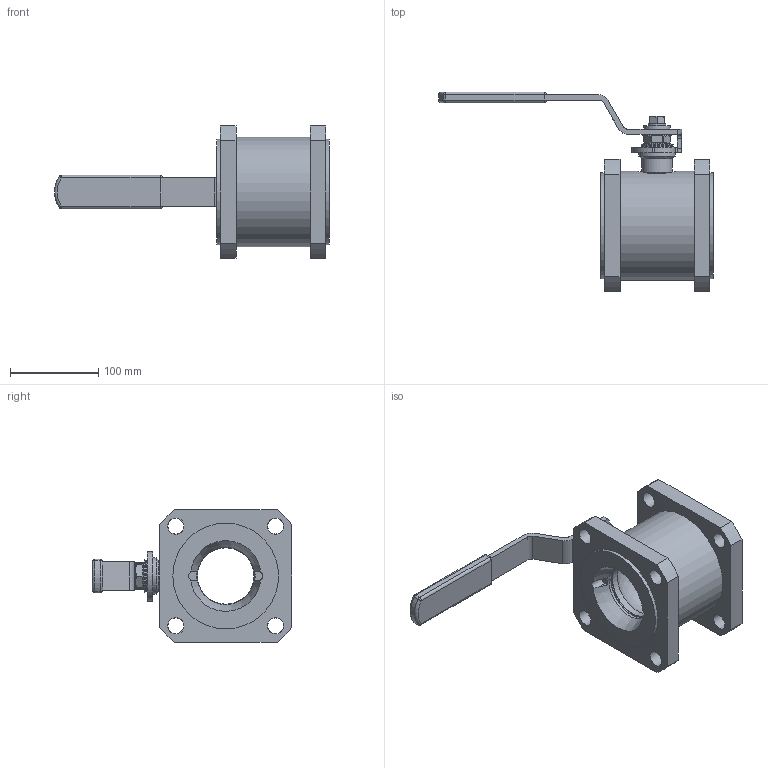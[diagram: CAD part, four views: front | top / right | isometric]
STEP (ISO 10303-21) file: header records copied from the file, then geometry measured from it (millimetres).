
FILE_DESCRIPTION(('STEP AP203'), '1');
FILE_NAME('扰鳧 _ 埡39.010.080.300', '', ('UNSPECIFIED'), ('UNSPECIFIED'), 'ASCON STEP Converter 1.3', 'ASCON Math Kernel', '');
FILE_SCHEMA(('CONFIG_CONTROL_DESIGN'));
Length unit declared in the file: millimetre
Products named in the file (1): 埡39.010.080.300
Bounding box: 311.88 x 226.52 x 150 mm (x, y, z)
Volume: 1272810.1 mm3; surface area: 248939.6 mm2
Topology: 3 solids, 3 shells, 243 faces, 576 edges, 351 vertices
Faces by surface type: plane 112, cylinder 83, cone 30, sphere 10, torus 8
Full cylindrical faces by diameter (mm): 18 x5, 18.388 x4, 19 x1, 20 x1, 26.5 x1, 27 x2, 30 x1, 32 x1, 35 x1, 39 x1, 41 x1, 64 x2, 65 x2, 66 x2, 72 x2, 82 x2, 107 x3, 111 x2, 120 x2, 124 x1
Entity records: 10263 total; most frequent: CARTESIAN_POINT 2890, DIRECTION 1148, ORIENTED_EDGE 982, EDGE_CURVE 491, AXIS2_PLACEMENT_3D 476, EDGE_LOOP 368, VERTEX_POINT 351, COLOUR_RGB 246
